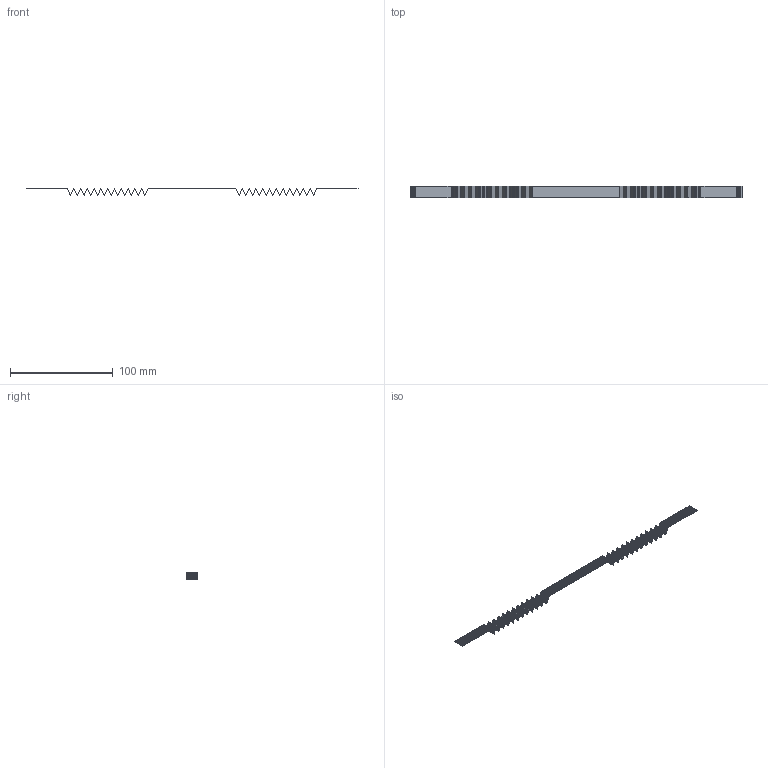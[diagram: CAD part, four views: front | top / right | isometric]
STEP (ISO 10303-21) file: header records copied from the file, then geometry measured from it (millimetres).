
FILE_DESCRIPTION(/* description */ ('Unknown'),/* implementation_level */ '2;1');
FILE_NAME(/* name */ '686610225001',/* time_stamp */ '2020-12-07T09:39:38+01:00',/* author */ ('Unknown'),/* organization */ ('Unknown'),/* preprocessor_version */ 'ST-DEVELOPER v16.7',/* originating_system */ 'DEX',/* authorisation */ $);
FILE_SCHEMA (('AUTOMOTIVE_DESIGN {1 0 10303 214 3 1 1}'));
Length unit declared in the file: millimetre
Products named in the file (2): 6866xx225001; 686610225001
Assembly tree (1 placements, depth 2):
  6866xx225001
    686610225001
Bounding box: 323.56 x 11 x 7.62 mm (x, y, z)
Volume: 528.5 mm3; surface area: 20265.9 mm2
Topology: 1 solids, 1 shells, 1184 faces, 3558 edges, 2356 vertices
Faces by surface type: plane 1184
Entity records: 47542 total; most frequent: ORIENTED_EDGE 7116, CARTESIAN_POINT 7103, DIRECTION 5929, EDGE_CURVE 3558, LINE 3557, VECTOR 3557, VERTEX_POINT 2356, AXIS2_PLACEMENT_3D 1186
